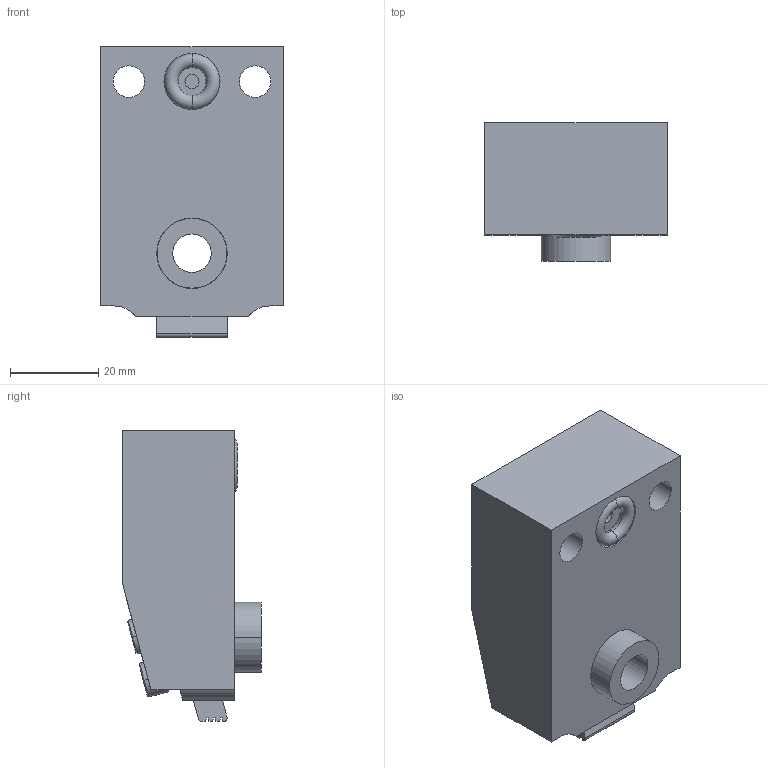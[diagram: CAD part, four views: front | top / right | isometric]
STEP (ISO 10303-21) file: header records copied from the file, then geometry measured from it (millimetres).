
FILE_DESCRIPTION((''),'2;1');
FILE_NAME('ILC15310800','2020-09-25T',('Mjust'),(''),'PRO/ENGINEER BY PARAMETRIC TECHNOLOGY CORPORATION, 2017170','PRO/ENGINEER BY PARAMETRIC TECHNOLOGY CORPORATION, 2017170','');
FILE_SCHEMA(('AUTOMOTIVE_DESIGN { 1 0 10303 214 1 1 1 1 }'));
Length unit declared in the file: inch
Products named in the file (1): ILC15310800
Bounding box: 41.27 x 31.37 x 65.89 mm (x, y, z)
Volume: 56193 mm3; surface area: 13735.3 mm2
Topology: 2 solids, 2 shells, 124 faces, 301 edges, 196 vertices
Faces by surface type: plane 72, cylinder 40, cone 8, torus 4
Entity records: 4907 total; most frequent: CARTESIAN_POINT 663, DIRECTION 639, ORIENTED_EDGE 602, PRESENTATION_STYLE_ASSIGNMENT 326, STYLED_ITEM 303, CURVE_STYLE 301, EDGE_CURVE 301, AXIS2_PLACEMENT_3D 222
